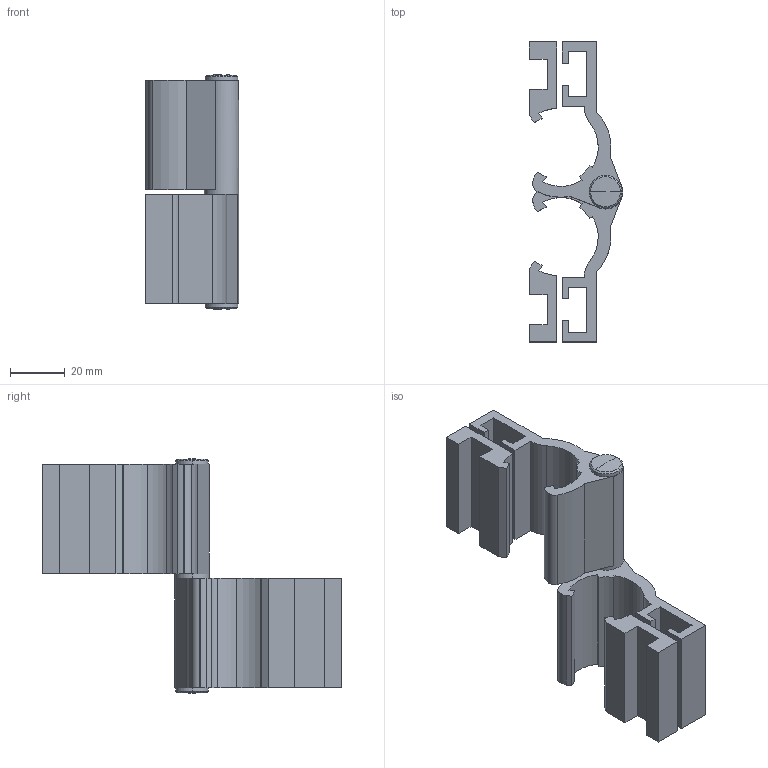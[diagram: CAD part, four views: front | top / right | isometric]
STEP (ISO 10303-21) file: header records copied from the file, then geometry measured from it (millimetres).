
FILE_DESCRIPTION(('STEP AP214'),'1');
FILE_NAME('cctmp_65F884A2-49CE-4CCF-9780-38F94DE726BF_2020_1_17_7_32_46_6..stp','2020-01-17T06:32:46',('Bosch Rexroth AG'),('CADClick - www.CADClick.com'),'Spatial InterOp 3D',' ','unknown authorization - (Healing Option Enabled)');
FILE_SCHEMA(('AUTOMOTIVE_DESIGN'));
Length unit declared in the file: millimetre
Products named in the file (1): 1
Bounding box: 34.05 x 109.5 x 85.6 mm (x, y, z)
Volume: 60654.4 mm3; surface area: 28728 mm2
Topology: 3 solids, 3 shells, 108 faces, 298 edges, 194 vertices
Faces by surface type: plane 66, cylinder 34, sphere 4, cone 4
Entity records: 4322 total; most frequent: CARTESIAN_POINT 599, DIRECTION 596, ORIENTED_EDGE 588, EDGE_CURVE 294, LINE 214, VECTOR 214, VERTEX_POINT 194, AXIS2_PLACEMENT_3D 191
